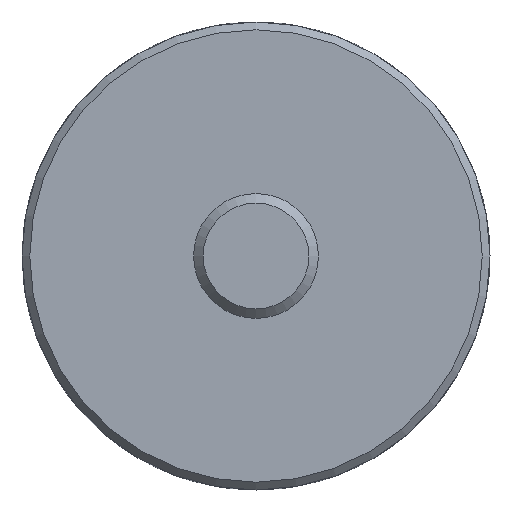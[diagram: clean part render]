
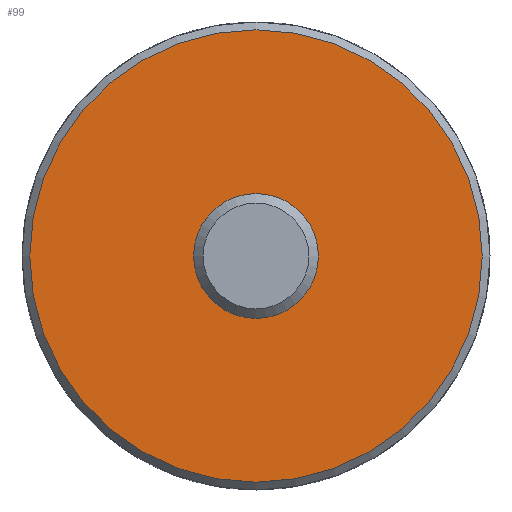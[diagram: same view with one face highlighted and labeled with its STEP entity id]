
A CAD part, front view. The second image highlights one B-rep face of the part: STEP entity #99.
In plain terms, the highlighted planar face has unit normal (0, -1, 0).
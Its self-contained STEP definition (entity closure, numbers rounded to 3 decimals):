
#99 = ADVANCED_FACE( '', ( #207, #208 ), #209, .F. );
#207 = FACE_OUTER_BOUND( '', #325, .T. );
#208 = FACE_BOUND( '', #326, .T. );
#209 = PLANE( '', #327 );
#325 = EDGE_LOOP( '', ( #503 ) );
#326 = EDGE_LOOP( '', ( #504 ) );
#327 = AXIS2_PLACEMENT_3D( '', #505, #506, #507 );
#503 = ORIENTED_EDGE( '', *, *, #646, .F. );
#504 = ORIENTED_EDGE( '', *, *, #623, .T. );
#505 = CARTESIAN_POINT( '', ( -6.5, 0., 0. ) );
#506 = DIRECTION( '', ( 0., 1., 0. ) );
#507 = DIRECTION( '', ( -1., 0., 0. ) );
#623 = EDGE_CURVE( '', #726, #726, #727, .T. );
#646 = EDGE_CURVE( '', #756, #756, #757, .T. );
#726 = VERTEX_POINT( '', #853 );
#727 = CIRCLE( '', #854, 6.5 );
#756 = VERTEX_POINT( '', #890 );
#757 = CIRCLE( '', #891, 29. );
#853 = CARTESIAN_POINT( '', ( -6.5, 0., 0. ) );
#854 = AXIS2_PLACEMENT_3D( '', #969, #970, #971 );
#890 = CARTESIAN_POINT( '', ( -29., 0., 0. ) );
#891 = AXIS2_PLACEMENT_3D( '', #994, #995, #996 );
#969 = CARTESIAN_POINT( '', ( 0., 0., 0. ) );
#970 = DIRECTION( '', ( 0., 1., 0. ) );
#971 = DIRECTION( '', ( -1., 0., 0. ) );
#994 = CARTESIAN_POINT( '', ( 0., 0., 0. ) );
#995 = DIRECTION( '', ( 0., 1., 0. ) );
#996 = DIRECTION( '', ( -1., 0., 0. ) );
